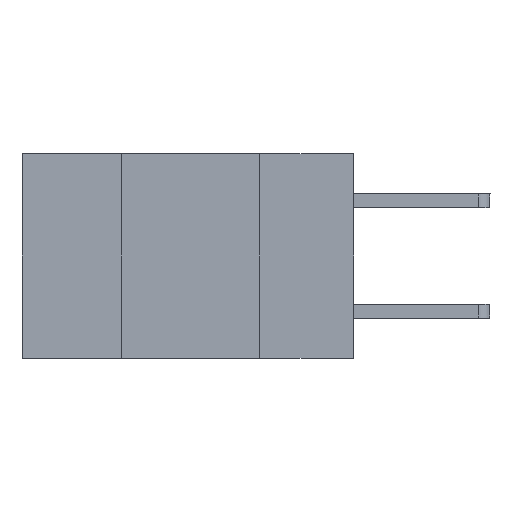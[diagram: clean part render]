
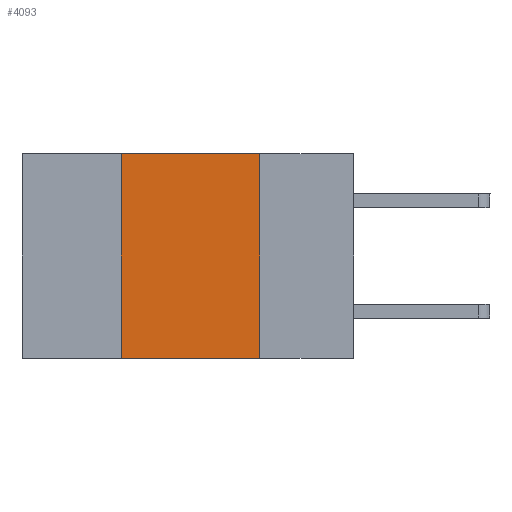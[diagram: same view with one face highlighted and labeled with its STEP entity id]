
A CAD part, left-side view. The second image highlights one B-rep face of the part: STEP entity #4093.
In plain terms, the highlighted planar face has unit normal (-1, 0, 0).
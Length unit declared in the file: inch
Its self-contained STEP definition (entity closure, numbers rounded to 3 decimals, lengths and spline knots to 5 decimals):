
#193 = PLANE ( 'NONE',  #4315 ) ;
#499 = VERTEX_POINT ( 'NONE', #2356 ) ;
#687 = LINE ( 'NONE', #10048, #6480 ) ;
#1337 = VERTEX_POINT ( 'NONE', #9715 ) ;
#1338 = ORIENTED_EDGE ( 'NONE', *, *, #4350, .F. ) ;
#1718 = VECTOR ( 'NONE', #9245, 39.37008 ) ;
#2175 = CARTESIAN_POINT ( 'NONE',  ( 0., 0.42, 0. ) ) ;
#2192 = VERTEX_POINT ( 'NONE', #3028 ) ;
#2356 = CARTESIAN_POINT ( 'NONE',  ( 0., 0.42, -0.37 ) ) ;
#3028 = CARTESIAN_POINT ( 'NONE',  ( 0., 0.42, 0. ) ) ;
#3364 = FACE_OUTER_BOUND ( 'NONE', #4983, .T. ) ;
#3592 = VECTOR ( 'NONE', #4531, 39.37008 ) ;
#3872 = LINE ( 'NONE', #9285, #1718 ) ;
#4093 = ADVANCED_FACE ( 'NONE', ( #3364 ), #193, .F. ) ;
#4157 = ORIENTED_EDGE ( 'NONE', *, *, #4848, .F. ) ;
#4315 = AXIS2_PLACEMENT_3D ( 'NONE', #4791, #6488, #8609 ) ;
#4350 = EDGE_CURVE ( 'NONE', #2192, #1337, #3872, .T. ) ;
#4531 = DIRECTION ( 'NONE',  ( 0., -1., 0. ) ) ;
#4638 = VECTOR ( 'NONE', #5393, 39.37008 ) ;
#4680 = DIRECTION ( 'NONE',  ( 0., 0., -1. ) ) ;
#4791 = CARTESIAN_POINT ( 'NONE',  ( 0., 0.6, 0. ) ) ;
#4800 = ORIENTED_EDGE ( 'NONE', *, *, #7765, .F. ) ;
#4848 = EDGE_CURVE ( 'NONE', #499, #2192, #9131, .T. ) ;
#4944 = CARTESIAN_POINT ( 'NONE',  ( 0., 0.17, -0.37 ) ) ;
#4983 = EDGE_LOOP ( 'NONE', ( #4800, #1338, #4157, #7555 ) ) ;
#5246 = CARTESIAN_POINT ( 'NONE',  ( 0., 0.6, -0.37 ) ) ;
#5393 = DIRECTION ( 'NONE',  ( 0., 0., 1. ) ) ;
#5904 = EDGE_CURVE ( 'NONE', #499, #8790, #6061, .T. ) ;
#6061 = LINE ( 'NONE', #5246, #3592 ) ;
#6480 = VECTOR ( 'NONE', #4680, 39.37008 ) ;
#6488 = DIRECTION ( 'NONE',  ( 1., 0., 0. ) ) ;
#7555 = ORIENTED_EDGE ( 'NONE', *, *, #5904, .T. ) ;
#7765 = EDGE_CURVE ( 'NONE', #1337, #8790, #687, .T. ) ;
#8609 = DIRECTION ( 'NONE',  ( 0., 0., -1. ) ) ;
#8790 = VERTEX_POINT ( 'NONE', #4944 ) ;
#9131 = LINE ( 'NONE', #2175, #4638 ) ;
#9245 = DIRECTION ( 'NONE',  ( 0., -1., 0. ) ) ;
#9285 = CARTESIAN_POINT ( 'NONE',  ( 0., 0.6, 0. ) ) ;
#9715 = CARTESIAN_POINT ( 'NONE',  ( 0., 0.17, 0. ) ) ;
#10048 = CARTESIAN_POINT ( 'NONE',  ( 0., 0.17, 0. ) ) ;
